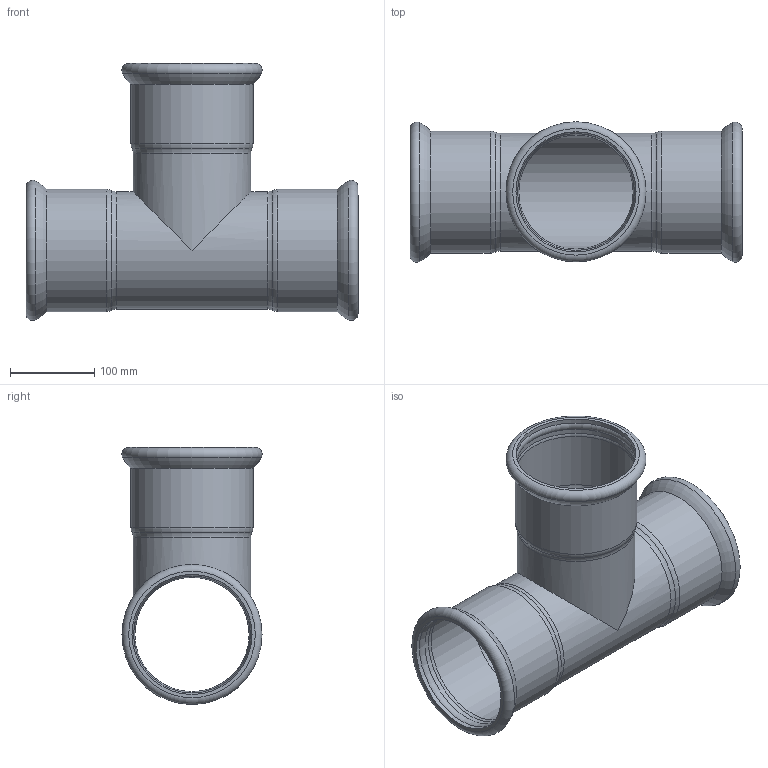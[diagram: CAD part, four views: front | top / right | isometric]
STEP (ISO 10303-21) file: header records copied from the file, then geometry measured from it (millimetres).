
FILE_DESCRIPTION(/* description */ (''),/* implementation_level */ '2;1');
FILE_NAME(/* name */ '182139000_Inoxpres.stp',/* time_stamp */ '2022-10-13T11:26:15+02:00',/* author */ ('Vault'),/* organization */ ('Raccorderie metalliche s.p.a. '),/* preprocessor_version */ 'ST-DEVELOPER v18.1',/* originating_system */ 'Autodesk Inventor 2020',/* authorisation */ 'Raccorderie metalliche s.p.a. ');
FILE_SCHEMA (('AUTOMOTIVE_DESIGN { 1 0 10303 214 3 1 1 }'));
Length unit declared in the file: millimetre
Products named in the file (1): 182139000_Inoxpres
Bounding box: 394 x 166.27 x 305.04 mm (x, y, z)
Volume: 717817.5 mm3; surface area: 490843.4 mm2
Topology: 2 solids, 2 shells, 47 faces, 167 edges, 121 vertices
Faces by surface type: torus 24, cylinder 16, bspline 4, plane 3
Full cylindrical faces by diameter (mm): 135.7 x2, 139.7 x2, 141 x3, 142.474 x1, 142.5 x5, 145 x3
Entity records: 2134 total; most frequent: CARTESIAN_POINT 492, DIRECTION 400, ORIENTED_EDGE 334, AXIS2_PLACEMENT_3D 189, EDGE_CURVE 167, CIRCLE 133, VERTEX_POINT 121, EDGE_LOOP 50
